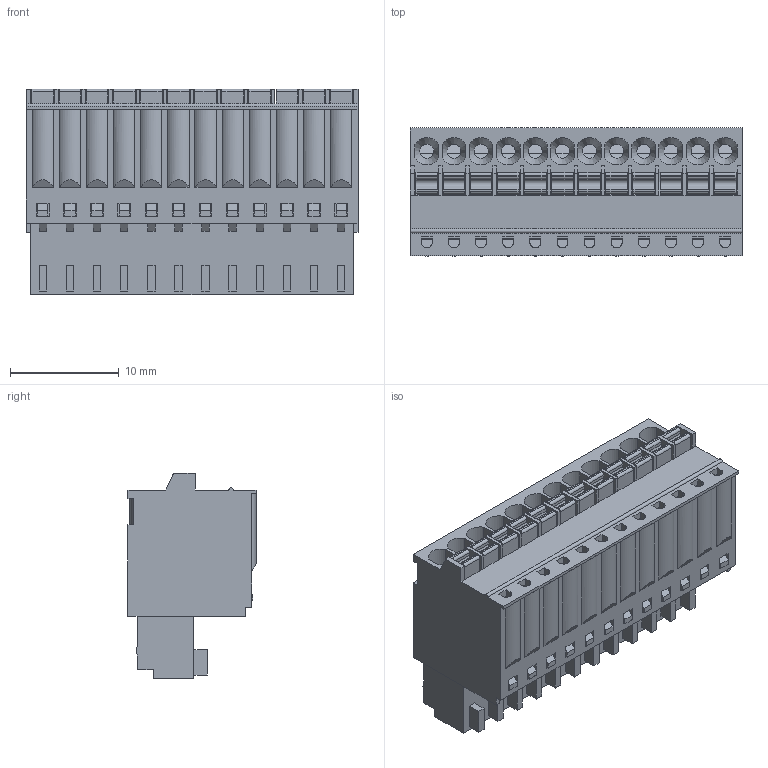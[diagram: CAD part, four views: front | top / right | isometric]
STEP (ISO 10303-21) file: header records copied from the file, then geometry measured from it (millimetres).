
FILE_DESCRIPTION( ( 'Unknown' ), '1' );
FILE_NAME( '691381000012.stp', 'Unknown', ( 'Unknown' ), ( 'Unknown' ), 'PSStep 19.0.9', 'Unknown', ' ' );
FILE_SCHEMA( ( 'AUTOMOTIVE_DESIGN { 1 0 10303 214 1 1 1 1 }' ) );
Length unit declared in the file: millimetre
Products named in the file (6): Assem1; 691381000012; 691381000012_BAS; 6913810000xx_Levier; 6913810000xx; 6913810000xx_LAME
Assembly tree (38 placements, depth 2):
  Assem1
    691381000012
    691381000012_BAS
    6913810000xx_Levier  x12
    6913810000xx  x12
    6913810000xx_LAME  x12
Bounding box: 30.6 x 11.8 x 18.95 mm (x, y, z)
Volume: 2968 mm3; surface area: 10900.3 mm2
Topology: 38 solids, 38 shells, 2972 faces, 8289 edges, 5381 vertices
Faces by surface type: plane 2369, cylinder 579, cone 24
Full cylindrical faces by diameter (mm): 1.3 x12
Entity records: 59975 total; most frequent: CARTESIAN_POINT 8855, ORIENTED_EDGE 8470, DIRECTION 7511, EDGE_CURVE 4235, LINE 3919, VECTOR 3919, VERTEX_POINT 2804, AXIS2_PLACEMENT_3D 1796
